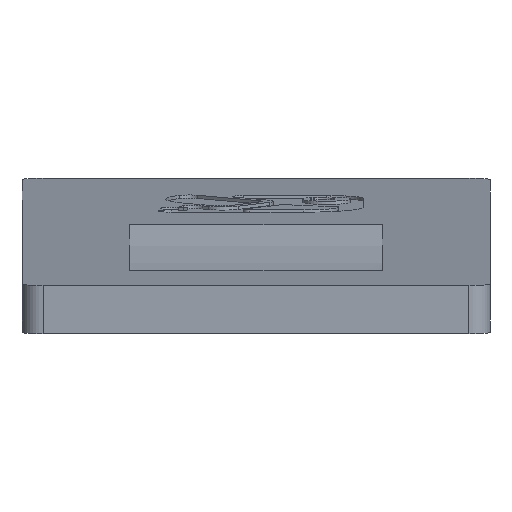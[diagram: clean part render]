
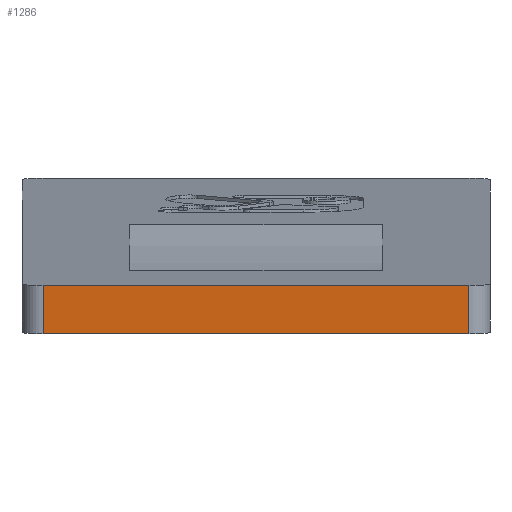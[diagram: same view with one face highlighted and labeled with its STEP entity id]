
A CAD part, front view. The second image highlights one B-rep face of the part: STEP entity #1286.
In plain terms, the highlighted planar face has unit normal (0, -0.996, -0.087).
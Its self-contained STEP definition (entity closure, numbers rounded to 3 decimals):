
#97=PLANE('',#1373);
#169=FACE_OUTER_BOUND('',#252,.T.);
#252=EDGE_LOOP('',(#1190,#1191,#1192,#1193));
#308=LINE('',#1790,#417);
#361=LINE('',#2157,#470);
#387=LINE('',#2299,#496);
#392=LINE('',#2306,#501);
#417=VECTOR('',#1471,10.);
#470=VECTOR('',#1568,10.);
#496=VECTOR('',#1628,10.);
#501=VECTOR('',#1637,10.);
#560=VERTEX_POINT('',#1787);
#561=VERTEX_POINT('',#1789);
#632=VERTEX_POINT('',#2154);
#633=VERTEX_POINT('',#2156);
#694=EDGE_CURVE('',#560,#561,#308,.T.);
#787=EDGE_CURVE('',#632,#633,#361,.T.);
#824=EDGE_CURVE('',#633,#560,#387,.T.);
#829=EDGE_CURVE('',#561,#632,#392,.T.);
#1190=ORIENTED_EDGE('',*,*,#787,.F.);
#1191=ORIENTED_EDGE('',*,*,#829,.F.);
#1192=ORIENTED_EDGE('',*,*,#694,.F.);
#1193=ORIENTED_EDGE('',*,*,#824,.F.);
#1286=ADVANCED_FACE('',(#169),#97,.T.);
#1373=AXIS2_PLACEMENT_3D('',#2315,#1652,#1653);
#1471=DIRECTION('',(-1.,0.,0.));
#1568=DIRECTION('',(1.,0.,0.));
#1628=DIRECTION('',(0.,0.087,-0.996));
#1637=DIRECTION('',(0.,-0.087,0.996));
#1652=DIRECTION('center_axis',(0.,-0.996,
-0.087));
#1653=DIRECTION('ref_axis',(-1.,0.,0.));
#1787=CARTESIAN_POINT('',(303.9,-139.69,35.975));
#1789=CARTESIAN_POINT('',(277.581,-139.69,35.975));
#1790=CARTESIAN_POINT('',(277.825,-139.69,35.975));
#2154=CARTESIAN_POINT('',(277.581,-139.952,38.964));
#2156=CARTESIAN_POINT('',(303.9,-139.952,38.964));
#2157=CARTESIAN_POINT('',(277.825,-139.952,38.964));
#2299=CARTESIAN_POINT('',(303.9,-139.952,38.964));
#2306=CARTESIAN_POINT('',(277.581,-139.864,37.968));
#2315=CARTESIAN_POINT('Origin',(304.075,-139.952,38.964));
